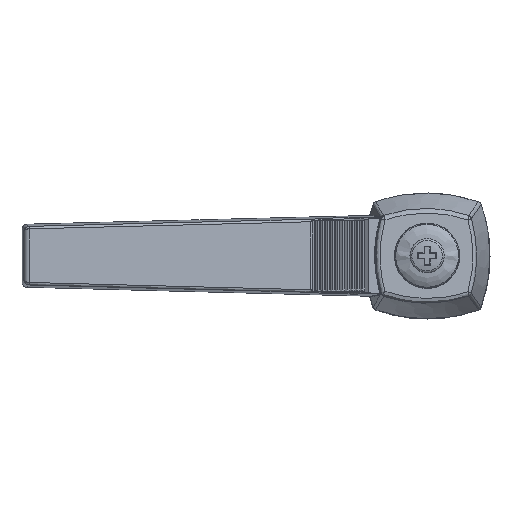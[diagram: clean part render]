
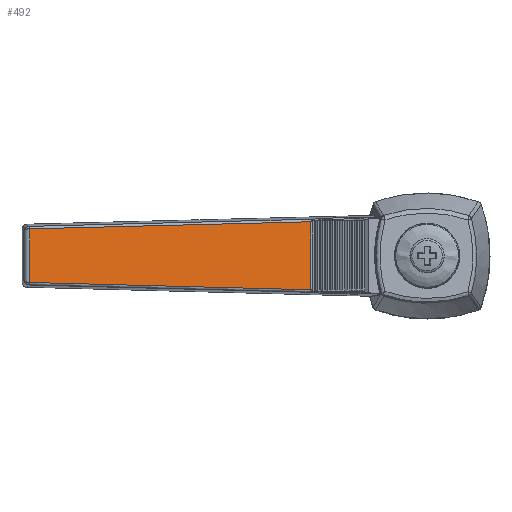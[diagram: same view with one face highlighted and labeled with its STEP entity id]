
A CAD part, top view. The second image highlights one B-rep face of the part: STEP entity #492.
In plain terms, the highlighted planar face has unit normal (0.174, 0, 0.985).
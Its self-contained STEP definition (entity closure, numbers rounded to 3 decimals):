
#492 = ADVANCED_FACE( '', ( #1096 ), #1097, .F. );
#1096 = FACE_OUTER_BOUND( '', #4389, .T. );
#1097 = PLANE( '', #4390 );
#4389 = EDGE_LOOP( '', ( #7872, #7873, #7874, #7875 ) );
#4390 = AXIS2_PLACEMENT_3D( '', #7876, #7877, #7878 );
#7872 = ORIENTED_EDGE( '', *, *, #9121, .T. );
#7873 = ORIENTED_EDGE( '', *, *, #9122, .T. );
#7874 = ORIENTED_EDGE( '', *, *, #9123, .T. );
#7875 = ORIENTED_EDGE( '', *, *, #8832, .T. );
#7876 = CARTESIAN_POINT( '', ( -33.905, 0., 38.274 ) );
#7877 = DIRECTION( '', ( -0.174, 0., -0.985 ) );
#7878 = DIRECTION( '', ( -0.985, 0., 0.174 ) );
#8832 = EDGE_CURVE( '', #9759, #9763, #9765, .F. );
#9121 = EDGE_CURVE( '', #9763, #9416, #10175, .T. );
#9122 = EDGE_CURVE( '', #9416, #9305, #10176, .F. );
#9123 = EDGE_CURVE( '', #9305, #9759, #10177, .T. );
#9305 = VERTEX_POINT( '', #10379 );
#9416 = VERTEX_POINT( '', #10788 );
#9759 = VERTEX_POINT( '', #12177 );
#9763 = VERTEX_POINT( '', #12209 );
#9765 = LINE( '', #12238, #12239 );
#10175 = B_SPLINE_CURVE_WITH_KNOTS( '', 3, ( #13802, #13803, #13804, #13805, #13806, #13807, #13808, #13809 ), .UNSPECIFIED., .F., .F., ( 4, 2, 2, 4 ), ( 0., 0.028, 0.043, 0.057 ), .UNSPECIFIED. );
#10176 = LINE( '', #13810, #13811 );
#10177 = B_SPLINE_CURVE_WITH_KNOTS( '', 3, ( #13812, #13813, #13814, #13815, #13816, #13817, #13818, #13819 ), .UNSPECIFIED., .F., .F., ( 4, 2, 2, 4 ), ( 0.001, 0.015, 0.029, 0.058 ), .UNSPECIFIED. );
#10379 = CARTESIAN_POINT( '', ( -78.94, -5.324, 46.215 ) );
#10788 = CARTESIAN_POINT( '', ( -78.94, 5.324, 46.215 ) );
#12177 = CARTESIAN_POINT( '', ( -23.09, -6.754, 36.367 ) );
#12209 = CARTESIAN_POINT( '', ( -23.09, 6.754, 36.367 ) );
#12238 = CARTESIAN_POINT( '', ( -23.09, 6.986, 36.367 ) );
#12239 = VECTOR( '', #14992, 1000. );
#13802 = CARTESIAN_POINT( '', ( -23.09, 6.754, 36.367 ) );
#13803 = CARTESIAN_POINT( '', ( -32.398, 6.514, 38.009 ) );
#13804 = CARTESIAN_POINT( '', ( -41.706, 6.275, 39.65 ) );
#13805 = CARTESIAN_POINT( '', ( -55.669, 5.918, 42.112 ) );
#13806 = CARTESIAN_POINT( '', ( -60.323, 5.798, 42.932 ) );
#13807 = CARTESIAN_POINT( '', ( -69.631, 5.561, 44.574 ) );
#13808 = CARTESIAN_POINT( '', ( -74.286, 5.442, 45.394 ) );
#13809 = CARTESIAN_POINT( '', ( -78.94, 5.324, 46.215 ) );
#13810 = CARTESIAN_POINT( '', ( -78.94, 0., 46.215 ) );
#13811 = VECTOR( '', #15302, 1000. );
#13812 = CARTESIAN_POINT( '', ( -78.94, -5.324, 46.215 ) );
#13813 = CARTESIAN_POINT( '', ( -74.286, -5.442, 45.394 ) );
#13814 = CARTESIAN_POINT( '', ( -69.631, -5.561, 44.574 ) );
#13815 = CARTESIAN_POINT( '', ( -60.323, -5.798, 42.932 ) );
#13816 = CARTESIAN_POINT( '', ( -55.669, -5.918, 42.112 ) );
#13817 = CARTESIAN_POINT( '', ( -41.706, -6.275, 39.65 ) );
#13818 = CARTESIAN_POINT( '', ( -32.398, -6.514, 38.009 ) );
#13819 = CARTESIAN_POINT( '', ( -23.09, -6.754, 36.367 ) );
#14992 = DIRECTION( '', ( 0., -1., 0. ) );
#15302 = DIRECTION( '', ( 0., 1., 0. ) );
